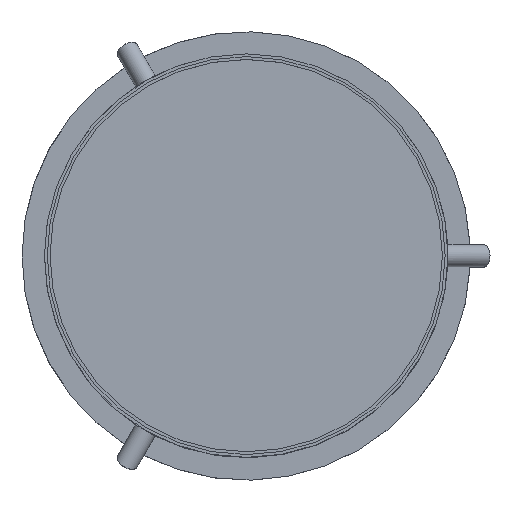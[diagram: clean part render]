
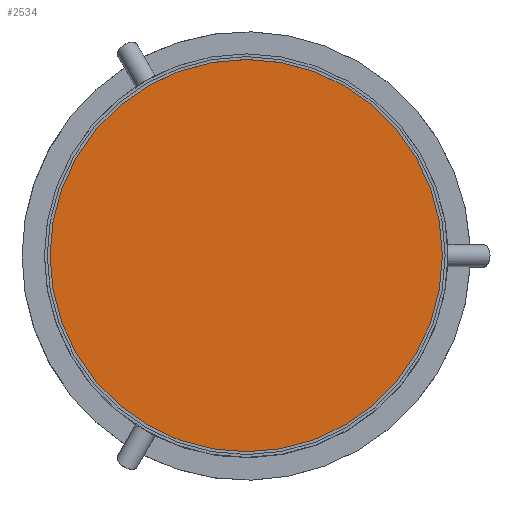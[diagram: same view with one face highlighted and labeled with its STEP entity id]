
A CAD part, top view. The second image highlights one B-rep face of the part: STEP entity #2534.
In plain terms, the highlighted planar face has unit normal (0, 0, 1).
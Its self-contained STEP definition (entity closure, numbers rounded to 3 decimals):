
#358=FACE_OUTER_BOUND('',#551,.T.);
#551=EDGE_LOOP('',(#2301));
#654=CIRCLE('',#2827,350.);
#1257=VERTEX_POINT('',#4929);
#1606=EDGE_CURVE('',#1257,#1257,#654,.T.);
#2301=ORIENTED_EDGE('',*,*,#1606,.T.);
#2393=PLANE('',#2826);
#2534=ADVANCED_FACE('',(#358),#2393,.T.);
#2826=AXIS2_PLACEMENT_3D('',#4928,#3528,#3529);
#2827=AXIS2_PLACEMENT_3D('',#4930,#3530,#3531);
#3528=DIRECTION('center_axis',(0.,0.,1.));
#3529=DIRECTION('ref_axis',(1.,0.,0.));
#3530=DIRECTION('center_axis',(0.,0.,1.));
#3531=DIRECTION('ref_axis',(-1.,0.,0.));
#4928=CARTESIAN_POINT('Origin',(0.,0.,359.));
#4929=CARTESIAN_POINT('',(350.,0.,359.));
#4930=CARTESIAN_POINT('Origin',(0.,0.,359.));
